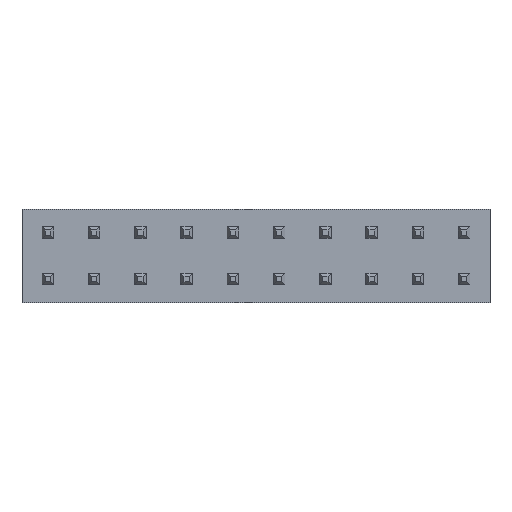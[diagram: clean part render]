
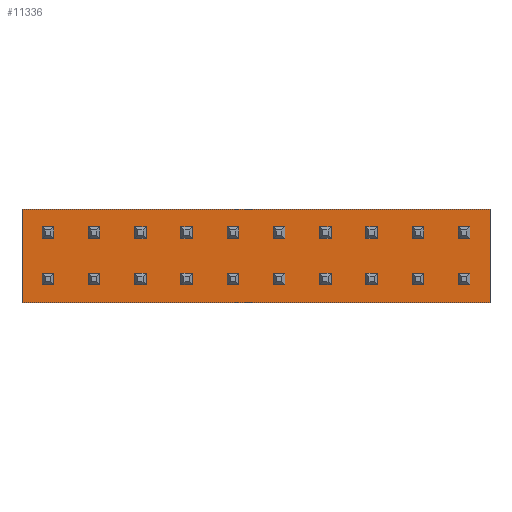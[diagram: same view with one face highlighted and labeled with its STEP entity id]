
A CAD part, top view. The second image highlights one B-rep face of the part: STEP entity #11336.
In plain terms, the highlighted planar face has unit normal (0, 0, 1).
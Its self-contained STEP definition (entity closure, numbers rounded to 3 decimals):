
#11211 = CARTESIAN_POINT ( 'NONE',  ( 24.28, 3.845, 2.54 ) ) ;
#11212 = VERTEX_POINT ( 'NONE', #11211 ) ;
#11219 = CARTESIAN_POINT ( 'NONE',  ( 24.28, -1.305, 2.54 ) ) ;
#11220 = VERTEX_POINT ( 'NONE', #11219 ) ;
#11221 = CARTESIAN_POINT ( 'NONE',  ( 24.28, -1.305, 2.54 ) ) ;
#11222 = DIRECTION ( 'NONE',  ( 0., 1., 0. ) ) ;
#11223 = VECTOR ( 'NONE', #11222, 1000. ) ;
#11224 = LINE ( 'NONE', #11221, #11223 ) ;
#11225 = EDGE_CURVE ( 'NONE', #11220, #11212, #11224, .T. ) ;
#11249 = CARTESIAN_POINT ( 'NONE',  ( -1.42, 3.845, 2.54 ) ) ;
#11250 = VERTEX_POINT ( 'NONE', #11249 ) ;
#11257 = CARTESIAN_POINT ( 'NONE',  ( -1.42, 3.845, 2.54 ) ) ;
#11258 = DIRECTION ( 'NONE',  ( -1., 0., 0. ) ) ;
#11259 = VECTOR ( 'NONE', #11258, 1000. ) ;
#11260 = LINE ( 'NONE', #11257, #11259 ) ;
#11261 = EDGE_CURVE ( 'NONE', #11212, #11250, #11260, .T. ) ;
#11280 = CARTESIAN_POINT ( 'NONE',  ( -1.42, -1.305, 2.54 ) ) ;
#11281 = VERTEX_POINT ( 'NONE', #11280 ) ;
#11288 = CARTESIAN_POINT ( 'NONE',  ( -1.42, -1.305, 2.54 ) ) ;
#11289 = DIRECTION ( 'NONE',  ( 0., -1., 0. ) ) ;
#11290 = VECTOR ( 'NONE', #11289, 1000. ) ;
#11291 = LINE ( 'NONE', #11288, #11290 ) ;
#11292 = EDGE_CURVE ( 'NONE', #11250, #11281, #11291, .T. ) ;
#11310 = CARTESIAN_POINT ( 'NONE',  ( -1.42, -1.305, 2.54 ) ) ;
#11311 = DIRECTION ( 'NONE',  ( 1., 0., 0. ) ) ;
#11312 = VECTOR ( 'NONE', #11311, 1000. ) ;
#11313 = LINE ( 'NONE', #11310, #11312 ) ;
#11314 = EDGE_CURVE ( 'NONE', #11281, #11220, #11313, .T. ) ;
#11325 = ORIENTED_EDGE ( 'NONE', *, *, #11225, .T. ) ;
#11326 = ORIENTED_EDGE ( 'NONE', *, *, #11261, .T. ) ;
#11327 = ORIENTED_EDGE ( 'NONE', *, *, #11292, .T. ) ;
#11328 = ORIENTED_EDGE ( 'NONE', *, *, #11314, .T. ) ;
#11329 = EDGE_LOOP ( 'NONE', ( #11325, #11326, #11327, #11328 ) ) ;
#11330 = FACE_OUTER_BOUND ( 'NONE', #11329, .T. ) ;
#11331 = CARTESIAN_POINT ( 'NONE',  ( 11.43, 1.27, 2.54 ) ) ;
#11332 = DIRECTION ( 'NONE',  ( 0., 0., -1. ) ) ;
#11333 = DIRECTION ( 'NONE',  ( 0., 1., 0. ) ) ;
#11334 = AXIS2_PLACEMENT_3D ( 'NONE', #11331, #11332, #11333 ) ;
#11335 = PLANE ( 'NONE', #11334 ) ;
#11336 = ADVANCED_FACE ( 'NONE', ( #11330 ), #11335, .F. ) ;
